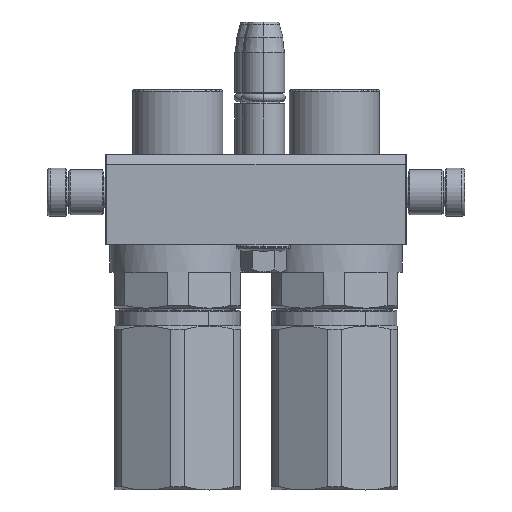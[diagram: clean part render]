
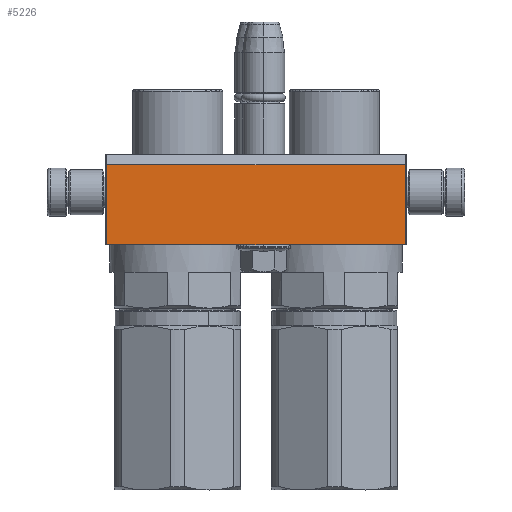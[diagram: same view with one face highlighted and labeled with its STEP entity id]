
A CAD part, left-side view. The second image highlights one B-rep face of the part: STEP entity #5226.
In plain terms, the highlighted face is planar.
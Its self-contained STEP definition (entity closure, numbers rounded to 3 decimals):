
#2344 = EDGE_CURVE ( 'NONE', #15000, #41844, #10402, .T. ) ;
#4043 = DIRECTION ( 'NONE',  ( 0., 1., 0. ) ) ;
#5226 = ADVANCED_FACE ( 'NONE', ( #30955 ), #46831, .T. ) ;
#7374 = CARTESIAN_POINT ( 'NONE',  ( 49.5, 11.536, 56. ) ) ;
#8193 = CARTESIAN_POINT ( 'NONE',  ( -49.5, -15., 56. ) ) ;
#9508 = DIRECTION ( 'NONE',  ( 0., 0., 1. ) ) ;
#9670 = CARTESIAN_POINT ( 'NONE',  ( -50., -15., 56. ) ) ;
#10402 = LINE ( 'NONE', #37757, #28501 ) ;
#12055 = VERTEX_POINT ( 'NONE', #31710 ) ;
#12666 = AXIS2_PLACEMENT_3D ( 'NONE', #9670, #9508, #24339 ) ;
#13499 = ORIENTED_EDGE ( 'NONE', *, *, #24123, .T. ) ;
#15000 = VERTEX_POINT ( 'NONE', #21562 ) ;
#15656 = DIRECTION ( 'NONE',  ( 1., 0., 0. ) ) ;
#17440 = VECTOR ( 'NONE', #15656, 1000. ) ;
#19573 = LINE ( 'NONE', #39655, #30057 ) ;
#20556 = ORIENTED_EDGE ( 'NONE', *, *, #21596, .F. ) ;
#21562 = CARTESIAN_POINT ( 'NONE',  ( 49.5, -15., 56. ) ) ;
#21596 = EDGE_CURVE ( 'NONE', #26242, #41844, #45679, .T. ) ;
#21982 = CARTESIAN_POINT ( 'NONE',  ( -49.5, 11.536, 56. ) ) ;
#22720 = ORIENTED_EDGE ( 'NONE', *, *, #31671, .F. ) ;
#24123 = EDGE_CURVE ( 'NONE', #12055, #15000, #30321, .T. ) ;
#24339 = DIRECTION ( 'NONE',  ( 1., 0., 0. ) ) ;
#26242 = VERTEX_POINT ( 'NONE', #26699 ) ;
#26699 = CARTESIAN_POINT ( 'NONE',  ( -49.5, 11.536, 56. ) ) ;
#26880 = EDGE_LOOP ( 'NONE', ( #13499, #31137, #20556, #22720 ) ) ;
#28501 = VECTOR ( 'NONE', #4043, 1000. ) ;
#29329 = DIRECTION ( 'NONE',  ( 1., 0., 0. ) ) ;
#30057 = VECTOR ( 'NONE', #43730, 1000. ) ;
#30321 = LINE ( 'NONE', #8193, #17440 ) ;
#30955 = FACE_OUTER_BOUND ( 'NONE', #26880, .T. ) ;
#31137 = ORIENTED_EDGE ( 'NONE', *, *, #2344, .T. ) ;
#31671 = EDGE_CURVE ( 'NONE', #12055, #26242, #19573, .T. ) ;
#31710 = CARTESIAN_POINT ( 'NONE',  ( -49.5, -15., 56. ) ) ;
#37524 = VECTOR ( 'NONE', #29329, 1000. ) ;
#37757 = CARTESIAN_POINT ( 'NONE',  ( 49.5, -15., 56. ) ) ;
#39655 = CARTESIAN_POINT ( 'NONE',  ( -49.5, -15., 56. ) ) ;
#41844 = VERTEX_POINT ( 'NONE', #7374 ) ;
#43730 = DIRECTION ( 'NONE',  ( 0., 1., 0. ) ) ;
#45679 = LINE ( 'NONE', #21982, #37524 ) ;
#46831 = PLANE ( 'NONE',  #12666 ) ;
